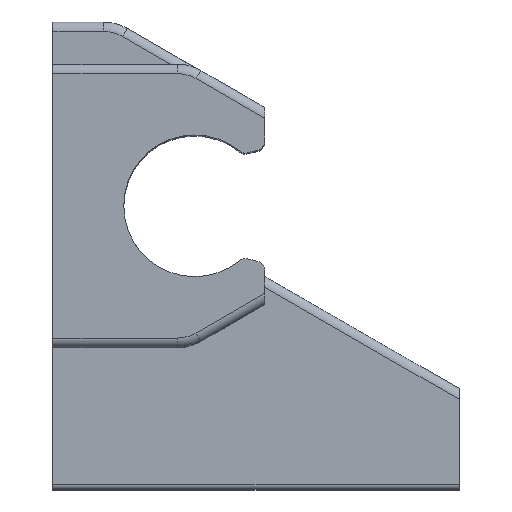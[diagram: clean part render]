
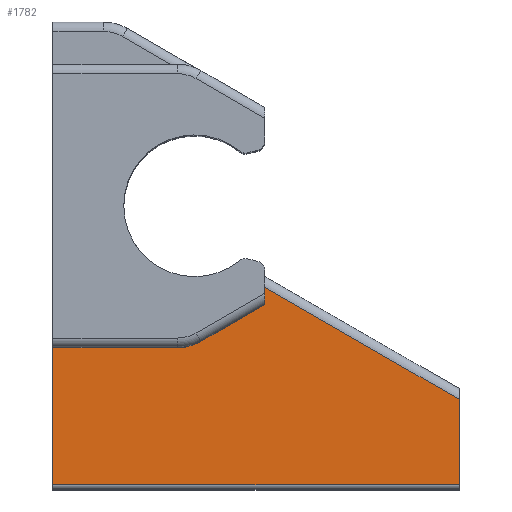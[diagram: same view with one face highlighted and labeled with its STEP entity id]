
A CAD part, top view. The second image highlights one B-rep face of the part: STEP entity #1782.
In plain terms, the highlighted planar face has unit normal (0, 0, 1).
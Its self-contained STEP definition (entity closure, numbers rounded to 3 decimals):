
#79=PLANE('',#1972);
#166=FACE_OUTER_BOUND('',#260,.T.);
#260=EDGE_LOOP('',(#1555,#1556,#1557,#1558,#1559,#1560,#1561,#1562));
#376=LINE('',#2864,#546);
#395=LINE('',#2915,#565);
#399=LINE('',#2932,#569);
#402=LINE('',#2939,#572);
#426=LINE('',#3036,#596);
#432=LINE('',#3057,#602);
#434=LINE('',#3062,#604);
#546=VECTOR('',#2250,10.);
#565=VECTOR('',#2297,10.);
#569=VECTOR('',#2317,10.);
#572=VECTOR('',#2326,10.);
#596=VECTOR('',#2424,10.);
#602=VECTOR('',#2452,10.);
#604=VECTOR('',#2458,10.);
#681=CIRCLE('',#1921,5.);
#810=VERTEX_POINT('',#2861);
#811=VERTEX_POINT('',#2863);
#829=VERTEX_POINT('',#2913);
#833=VERTEX_POINT('',#2929);
#834=VERTEX_POINT('',#2931);
#835=VERTEX_POINT('',#2935);
#859=VERTEX_POINT('',#3035);
#863=VERTEX_POINT('',#3056);
#1016=EDGE_CURVE('',#810,#811,#376,.T.);
#1044=EDGE_CURVE('',#829,#810,#395,.T.);
#1052=EDGE_CURVE('',#833,#834,#399,.T.);
#1055=EDGE_CURVE('',#835,#833,#681,.F.);
#1056=EDGE_CURVE('',#811,#835,#402,.T.);
#1100=EDGE_CURVE('',#834,#859,#426,.T.);
#1110=EDGE_CURVE('',#859,#863,#432,.T.);
#1113=EDGE_CURVE('',#863,#829,#434,.T.);
#1555=ORIENTED_EDGE('',*,*,#1044,.F.);
#1556=ORIENTED_EDGE('',*,*,#1113,.F.);
#1557=ORIENTED_EDGE('',*,*,#1110,.F.);
#1558=ORIENTED_EDGE('',*,*,#1100,.F.);
#1559=ORIENTED_EDGE('',*,*,#1052,.F.);
#1560=ORIENTED_EDGE('',*,*,#1055,.F.);
#1561=ORIENTED_EDGE('',*,*,#1056,.F.);
#1562=ORIENTED_EDGE('',*,*,#1016,.F.);
#1782=ADVANCED_FACE('',(#166),#79,.T.);
#1921=AXIS2_PLACEMENT_3D('',#2937,#2322,#2323);
#1972=AXIS2_PLACEMENT_3D('',#3061,#2456,#2457);
#2250=DIRECTION('',(0.,1.,0.));
#2297=DIRECTION('',(-1.,0.,0.));
#2317=DIRECTION('',(0.866,0.5,0.));
#2322=DIRECTION('center_axis',(0.,0.,-1.));
#2323=DIRECTION('ref_axis',(0.259,-0.966,0.));
#2326=DIRECTION('',(1.,0.,0.));
#2424=DIRECTION('',(0.,1.,0.));
#2452=DIRECTION('',(0.866,-0.5,0.));
#2456=DIRECTION('center_axis',(0.,0.,1.));
#2457=DIRECTION('ref_axis',(1.,0.,0.));
#2458=DIRECTION('',(0.,-1.,0.));
#2861=CARTESIAN_POINT('',(-15.,-29.5,15.));
#2863=CARTESIAN_POINT('',(-15.,-15.,15.));
#2864=CARTESIAN_POINT('',(-15.,-30.,15.));
#2913=CARTESIAN_POINT('',(28.,-29.5,15.));
#2915=CARTESIAN_POINT('',(8.06,-29.5,15.));
#2929=CARTESIAN_POINT('',(0.66,-14.33,15.));
#2931=CARTESIAN_POINT('',(7.425,-10.425,15.));
#2932=CARTESIAN_POINT('',(-1.73,-15.71,15.));
#2935=CARTESIAN_POINT('',(-1.84,-15.,15.));
#2937=CARTESIAN_POINT('Origin',(-1.84,-10.,15.));
#2939=CARTESIAN_POINT('',(-15.,-15.,15.));
#3035=CARTESIAN_POINT('',(7.425,-8.579,15.));
#3036=CARTESIAN_POINT('',(7.425,-15.356,15.));
#3056=CARTESIAN_POINT('',(28.,-20.459,15.));
#3057=CARTESIAN_POINT('',(20.258,-15.989,15.));
#3061=CARTESIAN_POINT('Origin',(8.12,-20.288,15.));
#3062=CARTESIAN_POINT('',(28.,-27.,15.));
